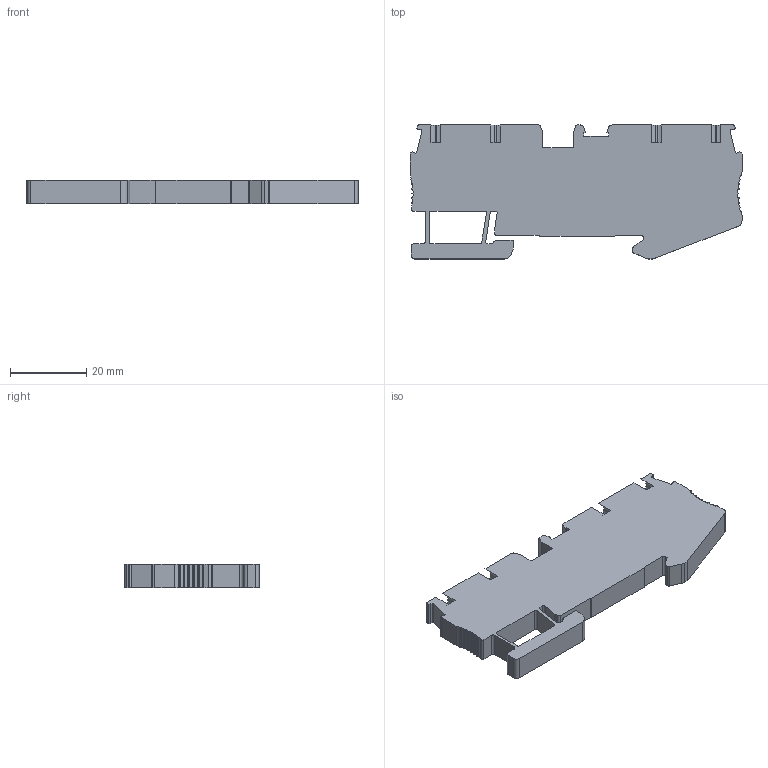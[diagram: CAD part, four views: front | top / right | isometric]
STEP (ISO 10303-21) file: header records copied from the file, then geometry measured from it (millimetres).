
FILE_DESCRIPTION((''),'2;1');
FILE_NAME('PRT0001','2023-08-08T',('ASUS'),(''),'PRO/ENGINEER BY PARAMETRIC TECHNOLOGY CORPORATION, 2013230','PRO/ENGINEER BY PARAMETRIC TECHNOLOGY CORPORATION, 2013230','');
FILE_SCHEMA(('CONFIG_CONTROL_DESIGN'));
Length unit declared in the file: millimetre
Products named in the file (1): PRT0001
Bounding box: 87.2 x 35.2 x 6.2 mm (x, y, z)
Volume: 14714.2 mm3; surface area: 7387.1 mm2
Topology: 1 solids, 1 shells, 180 faces, 534 edges, 356 vertices
Faces by surface type: plane 102, cylinder 78
Entity records: 6114 total; most frequent: CARTESIAN_POINT 1070, ORIENTED_EDGE 1068, DIRECTION 1050, EDGE_CURVE 534, VECTOR 378, LINE 378, VERTEX_POINT 356, AXIS2_PLACEMENT_3D 336
